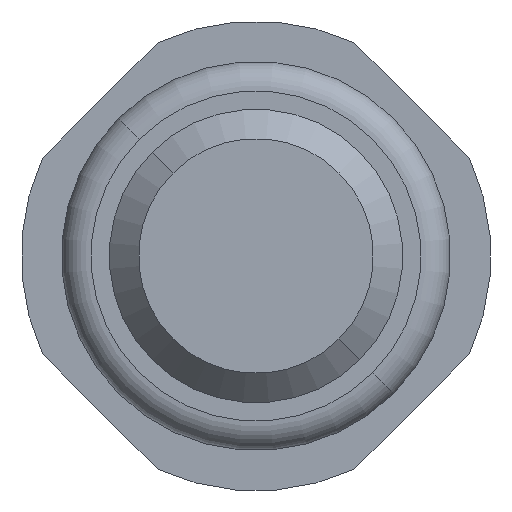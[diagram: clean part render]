
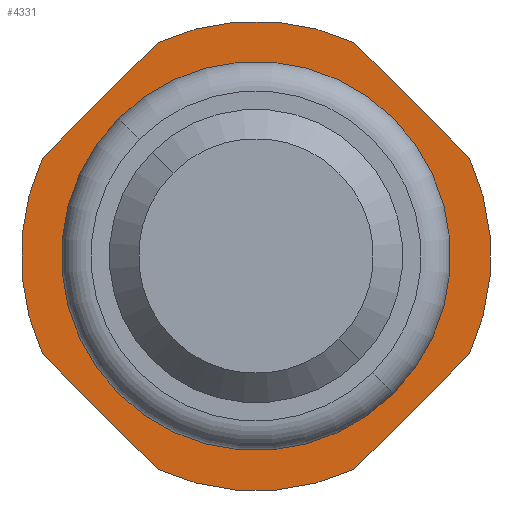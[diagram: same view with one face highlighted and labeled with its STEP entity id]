
A CAD part, front view. The second image highlights one B-rep face of the part: STEP entity #4331.
In plain terms, the highlighted planar face has unit normal (0, -1, 0).
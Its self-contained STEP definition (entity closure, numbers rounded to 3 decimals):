
#3 = CARTESIAN_POINT ( 'NONE',  ( 1.131, -2., 1.131 ) ) ;
#110 = CIRCLE ( 'NONE', #849, 1.325 ) ;
#210 = VERTEX_POINT ( 'NONE', #4037 ) ;
#268 = CARTESIAN_POINT ( 'NONE',  ( 1.061, -2., 1.061 ) ) ;
#270 = VERTEX_POINT ( 'NONE', #4881 ) ;
#273 = ORIENTED_EDGE ( 'NONE', *, *, #2359, .T. ) ;
#286 = ORIENTED_EDGE ( 'NONE', *, *, #804, .F. ) ;
#290 = AXIS2_PLACEMENT_3D ( 'NONE', #1960, #4143, #1554 ) ;
#305 = DIRECTION ( 'NONE',  ( -0.707, 0., 0.707 ) ) ;
#342 = DIRECTION ( 'NONE',  ( 0., 1., 0. ) ) ;
#362 = DIRECTION ( 'NONE',  ( 0.707, 0., 0.707 ) ) ;
#400 = VERTEX_POINT ( 'NONE', #1595 ) ;
#412 = EDGE_LOOP ( 'NONE', ( #286, #2689, #3910, #1871, #470, #1734, #4010, #4587 ) ) ;
#470 = ORIENTED_EDGE ( 'NONE', *, *, #1356, .F. ) ;
#505 = CIRCLE ( 'NONE', #5460, 1.6 ) ;
#651 = CIRCLE ( 'NONE', #4090, 1.6 ) ;
#764 = CARTESIAN_POINT ( 'NONE',  ( -0.937, -2., 0.937 ) ) ;
#789 = AXIS2_PLACEMENT_3D ( 'NONE', #4921, #2866, #305 ) ;
#804 = EDGE_CURVE ( 'Defeature ausgef�hrt3_54+Defeature ausgef�hrt3_47+Defeature ausgef�hrt3_44+Defeature ausgef�hrt3_43', #270, #1495, #4572, .T. ) ;
#813 = EDGE_CURVE ( 'Defeature ausgef�hrt3_45+Defeature ausgef�hrt3_47+Defeature ausgef�hrt3_52+Defeature ausgef�hrt3_53', #210, #3717, #651, .T. ) ;
#849 = AXIS2_PLACEMENT_3D ( 'NONE', #4639, #342, #5085 ) ;
#1099 = CARTESIAN_POINT ( 'NONE',  ( 0., -2., 0. ) ) ;
#1122 = DIRECTION ( 'NONE',  ( 0.707, 0., -0.707 ) ) ;
#1134 = CARTESIAN_POINT ( 'NONE',  ( 2.192, -2., 0.071 ) ) ;
#1313 = DIRECTION ( 'NONE',  ( 0., 1., 0. ) ) ;
#1327 = DIRECTION ( 'NONE',  ( -0.707, 0., 0.707 ) ) ;
#1356 = EDGE_CURVE ( 'Defeature ausgef�hrt3_52+Defeature ausgef�hrt3_47+Defeature ausgef�hrt3_46+Defeature ausgef�hrt3_45', #4858, #210, #1638, .T. ) ;
#1358 = CARTESIAN_POINT ( 'NONE',  ( 0., -2., 0. ) ) ;
#1383 = CARTESIAN_POINT ( 'NONE',  ( -1.061, -2., -1.061 ) ) ;
#1430 = CARTESIAN_POINT ( 'NONE',  ( -0.667, -2., -1.454 ) ) ;
#1446 = DIRECTION ( 'NONE',  ( -0.707, 0., 0.707 ) ) ;
#1495 = VERTEX_POINT ( 'NONE', #4957 ) ;
#1547 = DIRECTION ( 'NONE',  ( -0.707, 0., 0.707 ) ) ;
#1554 = DIRECTION ( 'NONE',  ( -0.707, 0., 0.707 ) ) ;
#1595 = CARTESIAN_POINT ( 'NONE',  ( 0.667, -2., -1.454 ) ) ;
#1638 = LINE ( 'NONE', #1383, #3189 ) ;
#1684 = VERTEX_POINT ( 'NONE', #2677 ) ;
#1734 = ORIENTED_EDGE ( 'NONE', *, *, #1914, .F. ) ;
#1871 = ORIENTED_EDGE ( 'NONE', *, *, #813, .F. ) ;
#1914 = EDGE_CURVE ( 'Defeature ausgef�hrt3_46+Defeature ausgef�hrt3_47+Defeature ausgef�hrt3_51+Defeature ausgef�hrt3_52', #400, #4858, #3043, .T. ) ;
#1960 = CARTESIAN_POINT ( 'NONE',  ( 0., -2., 0. ) ) ;
#1994 = CARTESIAN_POINT ( 'NONE',  ( 0., -2., 0. ) ) ;
#2007 = EDGE_CURVE ( 'Defeature ausgef�hrt3_47+Defeature ausgef�hrt3_49+Defeature ausgef�hrt3_49+Defeature ausgef�hrt3_49', #4907, #2491, #110, .T. ) ;
#2167 = PLANE ( 'NONE',  #5197 ) ;
#2187 = FACE_OUTER_BOUND ( 'NONE', #412, .T. ) ;
#2359 = EDGE_CURVE ( 'Defeature ausgef�hrt3_47+Defeature ausgef�hrt3_49+Defeature ausgef�hrt3_49+Defeature ausgef�hrt3_49', #2491, #4907, #3897, .T. ) ;
#2491 = VERTEX_POINT ( 'NONE', #764 ) ;
#2555 = EDGE_LOOP ( 'NONE', ( #273, #5475 ) ) ;
#2565 = EDGE_CURVE ( 'Defeature ausgef�hrt3_44+Defeature ausgef�hrt3_47+Defeature ausgef�hrt3_53+Defeature ausgef�hrt3_54', #4900, #270, #505, .T. ) ;
#2587 = FACE_BOUND ( 'NONE', #2555, .T. ) ;
#2597 = LINE ( 'NONE', #1134, #3766 ) ;
#2677 = CARTESIAN_POINT ( 'NONE',  ( 1.454, -2., -0.667 ) ) ;
#2689 = ORIENTED_EDGE ( 'NONE', *, *, #2565, .F. ) ;
#2730 = CARTESIAN_POINT ( 'NONE',  ( 0.937, -2., -0.937 ) ) ;
#2827 = EDGE_CURVE ( 'Defeature ausgef�hrt3_43+Defeature ausgef�hrt3_47+Defeature ausgef�hrt3_54+Defeature ausgef�hrt3_51', #1495, #1684, #3485, .T. ) ;
#2849 = DIRECTION ( 'NONE',  ( -0.707, 0., 0.707 ) ) ;
#2854 = DIRECTION ( 'NONE',  ( -0.707, 0., -0.707 ) ) ;
#2866 = DIRECTION ( 'NONE',  ( 0., 1., 0. ) ) ;
#3043 = CIRCLE ( 'NONE', #290, 1.6 ) ;
#3093 = EDGE_CURVE ( 'Defeature ausgef�hrt3_51+Defeature ausgef�hrt3_47+Defeature ausgef�hrt3_43+Defeature ausgef�hrt3_46', #1684, #400, #2597, .T. ) ;
#3173 = EDGE_CURVE ( 'Defeature ausgef�hrt3_53+Defeature ausgef�hrt3_47+Defeature ausgef�hrt3_45+Defeature ausgef�hrt3_44', #3717, #4900, #5368, .T. ) ;
#3189 = VECTOR ( 'NONE', #1446, 1000. ) ;
#3485 = CIRCLE ( 'NONE', #789, 1.6 ) ;
#3559 = DIRECTION ( 'NONE',  ( -0.707, 0., 0.707 ) ) ;
#3707 = DIRECTION ( 'NONE',  ( 0., 1., 0. ) ) ;
#3717 = VERTEX_POINT ( 'NONE', #4280 ) ;
#3766 = VECTOR ( 'NONE', #2854, 1000. ) ;
#3897 = CIRCLE ( 'NONE', #4274, 1.325 ) ;
#3910 = ORIENTED_EDGE ( 'NONE', *, *, #3173, .F. ) ;
#4010 = ORIENTED_EDGE ( 'NONE', *, *, #3093, .F. ) ;
#4028 = CARTESIAN_POINT ( 'NONE',  ( -0.667, -2., 1.454 ) ) ;
#4037 = CARTESIAN_POINT ( 'NONE',  ( -1.454, -2., -0.667 ) ) ;
#4090 = AXIS2_PLACEMENT_3D ( 'NONE', #1994, #3707, #2849 ) ;
#4143 = DIRECTION ( 'NONE',  ( 0., 1., 0. ) ) ;
#4274 = AXIS2_PLACEMENT_3D ( 'NONE', #1099, #5447, #1547 ) ;
#4280 = CARTESIAN_POINT ( 'NONE',  ( -1.454, -2., 0.667 ) ) ;
#4331 = ADVANCED_FACE ( 'Defeature ausgef�hrt3_47', ( #2587, #2187 ), #2167, .F. ) ;
#4572 = LINE ( 'NONE', #268, #5376 ) ;
#4587 = ORIENTED_EDGE ( 'NONE', *, *, #2827, .F. ) ;
#4639 = CARTESIAN_POINT ( 'NONE',  ( 0., -2., 0. ) ) ;
#4755 = VECTOR ( 'NONE', #362, 1000. ) ;
#4858 = VERTEX_POINT ( 'NONE', #1430 ) ;
#4881 = CARTESIAN_POINT ( 'NONE',  ( 0.667, -2., 1.454 ) ) ;
#4900 = VERTEX_POINT ( 'NONE', #4028 ) ;
#4907 = VERTEX_POINT ( 'NONE', #2730 ) ;
#4921 = CARTESIAN_POINT ( 'NONE',  ( 0., -2., 0. ) ) ;
#4957 = CARTESIAN_POINT ( 'NONE',  ( 1.454, -2., 0.667 ) ) ;
#5085 = DIRECTION ( 'NONE',  ( -0.707, 0., 0.707 ) ) ;
#5123 = CARTESIAN_POINT ( 'NONE',  ( 0.071, -2., 2.192 ) ) ;
#5197 = AXIS2_PLACEMENT_3D ( 'NONE', #3, #5225, #1327 ) ;
#5225 = DIRECTION ( 'NONE',  ( 0., 1., 0. ) ) ;
#5368 = LINE ( 'NONE', #5123, #4755 ) ;
#5376 = VECTOR ( 'NONE', #1122, 1000. ) ;
#5447 = DIRECTION ( 'NONE',  ( 0., 1., 0. ) ) ;
#5460 = AXIS2_PLACEMENT_3D ( 'NONE', #1358, #1313, #3559 ) ;
#5475 = ORIENTED_EDGE ( 'NONE', *, *, #2007, .T. ) ;
